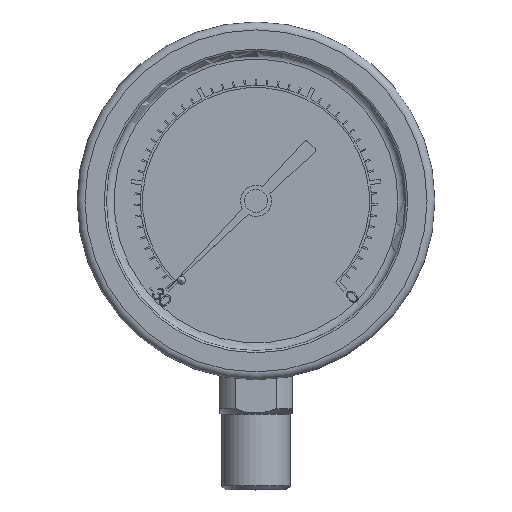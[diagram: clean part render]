
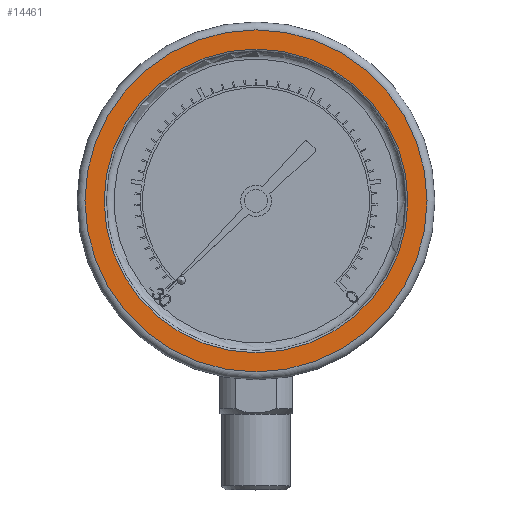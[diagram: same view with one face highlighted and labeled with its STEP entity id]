
A CAD part, top view. The second image highlights one B-rep face of the part: STEP entity #14461.
In plain terms, the highlighted planar face has unit normal (0, 0, 1).
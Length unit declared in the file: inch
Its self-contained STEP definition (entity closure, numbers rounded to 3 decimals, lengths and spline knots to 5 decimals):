
#459 = DIRECTION ( 'NONE',  ( 1., 0., 0. ) ) ;
#856 = AXIS2_PLACEMENT_3D ( 'NONE', #5179, #13833, #459 ) ;
#1297 = EDGE_CURVE ( 'NONE', #6266, #6266, #14937, .T. ) ;
#1842 = DIRECTION ( 'NONE',  ( 1., 0., 0. ) ) ;
#2652 = VERTEX_POINT ( 'NONE', #8955 ) ;
#2841 = FACE_BOUND ( 'NONE', #15374, .T. ) ;
#4178 = ORIENTED_EDGE ( 'NONE', *, *, #1297, .T. ) ;
#5051 = AXIS2_PLACEMENT_3D ( 'NONE', #15424, #10563, #1842 ) ;
#5179 = CARTESIAN_POINT ( 'NONE',  ( 0., 0., 0. ) ) ;
#6189 = ORIENTED_EDGE ( 'NONE', *, *, #6491, .T. ) ;
#6266 = VERTEX_POINT ( 'NONE', #15236 ) ;
#6388 = DIRECTION ( 'NONE',  ( 0., 0., 1. ) ) ;
#6491 = EDGE_CURVE ( 'NONE', #2652, #2652, #12806, .T. ) ;
#7600 = CARTESIAN_POINT ( 'NONE',  ( 0., 0., 0. ) ) ;
#8955 = CARTESIAN_POINT ( 'NONE',  ( 1.151, 0., 0. ) ) ;
#10075 = DIRECTION ( 'NONE',  ( 1., 0., 0. ) ) ;
#10563 = DIRECTION ( 'NONE',  ( 0., 0., 1. ) ) ;
#11308 = AXIS2_PLACEMENT_3D ( 'NONE', #7600, #6388, #10075 ) ;
#12806 = CIRCLE ( 'NONE', #856, 1.151 ) ;
#12888 = EDGE_LOOP ( 'NONE', ( #4178 ) ) ;
#13833 = DIRECTION ( 'NONE',  ( 0., 0., -1. ) ) ;
#14046 = PLANE ( 'NONE',  #5051 ) ;
#14461 = ADVANCED_FACE ( 'NONE', ( #2841, #15512 ), #14046, .T. ) ;
#14937 = CIRCLE ( 'NONE', #11308, 1.2965 ) ;
#15236 = CARTESIAN_POINT ( 'NONE',  ( 1.2965, 0., 0. ) ) ;
#15374 = EDGE_LOOP ( 'NONE', ( #6189 ) ) ;
#15424 = CARTESIAN_POINT ( 'NONE',  ( 0., 0., 0. ) ) ;
#15512 = FACE_OUTER_BOUND ( 'NONE', #12888, .T. ) ;
